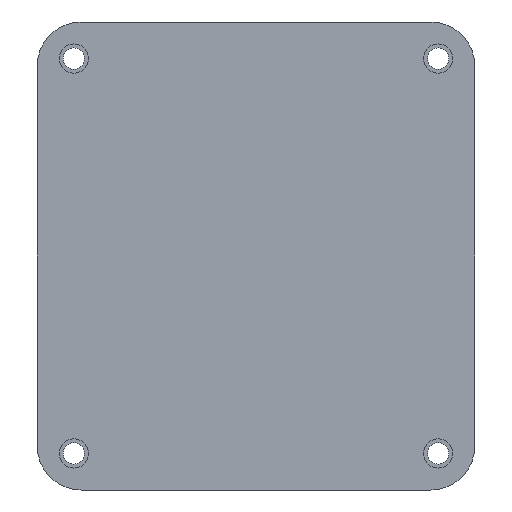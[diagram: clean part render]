
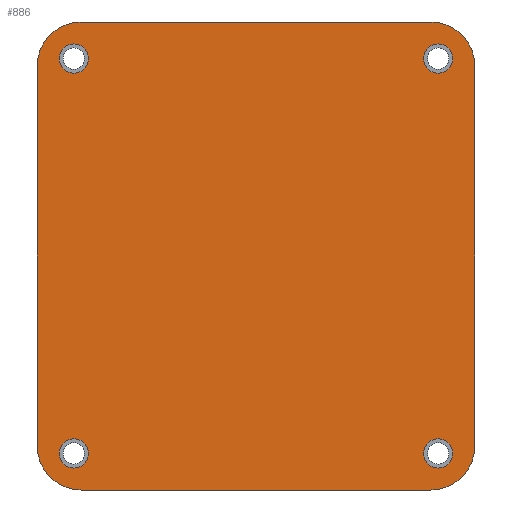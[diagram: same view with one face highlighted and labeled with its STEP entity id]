
A CAD part, front view. The second image highlights one B-rep face of the part: STEP entity #886.
In plain terms, the highlighted planar face has unit normal (0, -1, 0).
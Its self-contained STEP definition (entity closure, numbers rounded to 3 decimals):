
#31=FACE_BOUND('',#183,.T.);
#32=FACE_BOUND('',#184,.T.);
#33=FACE_BOUND('',#185,.T.);
#34=FACE_BOUND('',#186,.T.);
#62=PLANE('',#1010);
#114=FACE_OUTER_BOUND('',#182,.T.);
#182=EDGE_LOOP('',(#799,#800,#801,#802,#803,#804,#805,#806));
#183=EDGE_LOOP('',(#807));
#184=EDGE_LOOP('',(#808));
#185=EDGE_LOOP('',(#809));
#186=EDGE_LOOP('',(#810));
#205=LINE('',#1405,#267);
#227=LINE('',#1477,#289);
#231=LINE('',#1487,#293);
#248=LINE('',#1548,#310);
#267=VECTOR('',#1127,10.);
#289=VECTOR('',#1197,10.);
#293=VECTOR('',#1211,10.);
#310=VECTOR('',#1292,10.);
#327=CIRCLE('',#922,2.);
#329=CIRCLE('',#926,2.);
#331=CIRCLE('',#930,2.);
#333=CIRCLE('',#934,2.);
#336=CIRCLE('',#939,6.);
#345=CIRCLE('',#953,6.);
#359=CIRCLE('',#971,6.);
#360=CIRCLE('',#976,6.);
#385=VERTEX_POINT('',#1337);
#387=VERTEX_POINT('',#1344);
#389=VERTEX_POINT('',#1351);
#391=VERTEX_POINT('',#1358);
#395=VERTEX_POINT('',#1368);
#396=VERTEX_POINT('',#1370);
#411=VERTEX_POINT('',#1404);
#415=VERTEX_POINT('',#1418);
#435=VERTEX_POINT('',#1469);
#436=VERTEX_POINT('',#1471);
#437=VERTEX_POINT('',#1475);
#438=VERTEX_POINT('',#1483);
#471=EDGE_CURVE('',#385,#385,#327,.T.);
#474=EDGE_CURVE('',#387,#387,#329,.T.);
#477=EDGE_CURVE('',#389,#389,#331,.T.);
#480=EDGE_CURVE('',#391,#391,#333,.T.);
#485=EDGE_CURVE('',#395,#396,#336,.T.);
#502=EDGE_CURVE('',#411,#396,#205,.T.);
#509=EDGE_CURVE('',#411,#415,#345,.T.);
#537=EDGE_CURVE('',#435,#436,#359,.T.);
#540=EDGE_CURVE('',#435,#437,#227,.T.);
#544=EDGE_CURVE('',#438,#437,#360,.T.);
#545=EDGE_CURVE('',#438,#415,#231,.T.);
#570=EDGE_CURVE('',#395,#436,#248,.T.);
#799=ORIENTED_EDGE('',*,*,#485,.F.);
#800=ORIENTED_EDGE('',*,*,#570,.T.);
#801=ORIENTED_EDGE('',*,*,#537,.F.);
#802=ORIENTED_EDGE('',*,*,#540,.T.);
#803=ORIENTED_EDGE('',*,*,#544,.F.);
#804=ORIENTED_EDGE('',*,*,#545,.T.);
#805=ORIENTED_EDGE('',*,*,#509,.F.);
#806=ORIENTED_EDGE('',*,*,#502,.T.);
#807=ORIENTED_EDGE('',*,*,#471,.T.);
#808=ORIENTED_EDGE('',*,*,#474,.T.);
#809=ORIENTED_EDGE('',*,*,#477,.T.);
#810=ORIENTED_EDGE('',*,*,#480,.T.);
#886=ADVANCED_FACE('',(#114,#31,#32,#33,#34),#62,.T.);
#922=AXIS2_PLACEMENT_3D('',#1338,#1059,#1060);
#926=AXIS2_PLACEMENT_3D('',#1345,#1068,#1069);
#930=AXIS2_PLACEMENT_3D('',#1352,#1077,#1078);
#934=AXIS2_PLACEMENT_3D('',#1359,#1086,#1087);
#939=AXIS2_PLACEMENT_3D('',#1371,#1098,#1099);
#953=AXIS2_PLACEMENT_3D('',#1419,#1141,#1142);
#971=AXIS2_PLACEMENT_3D('',#1472,#1191,#1192);
#976=AXIS2_PLACEMENT_3D('',#1485,#1207,#1208);
#1010=AXIS2_PLACEMENT_3D('',#1549,#1293,#1294);
#1059=DIRECTION('center_axis',(0.,1.,0.));
#1060=DIRECTION('ref_axis',(1.,0.,0.));
#1068=DIRECTION('center_axis',(0.,1.,0.));
#1069=DIRECTION('ref_axis',(1.,0.,0.));
#1077=DIRECTION('center_axis',(0.,1.,0.));
#1078=DIRECTION('ref_axis',(1.,0.,0.));
#1086=DIRECTION('center_axis',(0.,1.,0.));
#1087=DIRECTION('ref_axis',(1.,0.,0.));
#1098=DIRECTION('center_axis',(0.,1.,0.));
#1099=DIRECTION('ref_axis',(0.707,0.,0.707));
#1127=DIRECTION('',(0.,0.,1.));
#1141=DIRECTION('center_axis',(0.,1.,0.));
#1142=DIRECTION('ref_axis',(0.707,0.,-0.707));
#1191=DIRECTION('center_axis',(0.,1.,0.));
#1192=DIRECTION('ref_axis',(-0.707,0.,0.707));
#1197=DIRECTION('',(0.,0.,-1.));
#1207=DIRECTION('center_axis',(0.,1.,0.));
#1208=DIRECTION('ref_axis',(-0.707,0.,-0.707));
#1211=DIRECTION('',(1.,0.,0.));
#1292=DIRECTION('',(-1.,0.,0.));
#1293=DIRECTION('center_axis',(0.,-1.,0.));
#1294=DIRECTION('ref_axis',(0.,0.,-1.));
#1337=CARTESIAN_POINT('',(23.829,-2.5,57.));
#1338=CARTESIAN_POINT('Origin',(25.829,-2.5,57.));
#1344=CARTESIAN_POINT('',(-26.,-2.5,3.));
#1345=CARTESIAN_POINT('Origin',(-24.,-2.5,3.));
#1351=CARTESIAN_POINT('',(-26.,-2.5,57.));
#1352=CARTESIAN_POINT('Origin',(-24.,-2.5,57.));
#1358=CARTESIAN_POINT('',(23.829,-2.5,3.));
#1359=CARTESIAN_POINT('Origin',(25.829,-2.5,3.));
#1368=CARTESIAN_POINT('',(24.829,-2.5,62.));
#1370=CARTESIAN_POINT('',(30.829,-2.5,56.));
#1371=CARTESIAN_POINT('Origin',(24.829,-2.5,56.));
#1404=CARTESIAN_POINT('',(30.829,-2.5,4.));
#1405=CARTESIAN_POINT('',(30.829,-2.5,62.));
#1418=CARTESIAN_POINT('',(24.829,-2.5,-2.));
#1419=CARTESIAN_POINT('Origin',(24.829,-2.5,4.));
#1469=CARTESIAN_POINT('',(-29.,-2.5,56.));
#1471=CARTESIAN_POINT('',(-23.,-2.5,62.));
#1472=CARTESIAN_POINT('Origin',(-23.,-2.5,56.));
#1475=CARTESIAN_POINT('',(-29.,-2.5,4.));
#1477=CARTESIAN_POINT('',(-29.,-2.5,-2.));
#1483=CARTESIAN_POINT('',(-23.,-2.5,-2.));
#1485=CARTESIAN_POINT('Origin',(-23.,-2.5,4.));
#1487=CARTESIAN_POINT('',(30.829,-2.5,-2.));
#1548=CARTESIAN_POINT('',(-29.,-2.5,62.));
#1549=CARTESIAN_POINT('Origin',(0.914,-2.5,30.));
